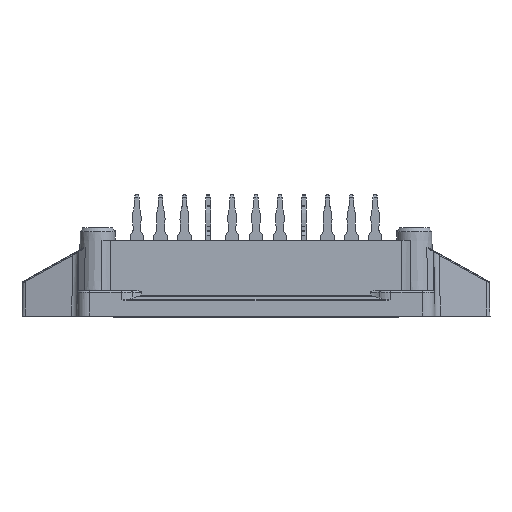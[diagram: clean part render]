
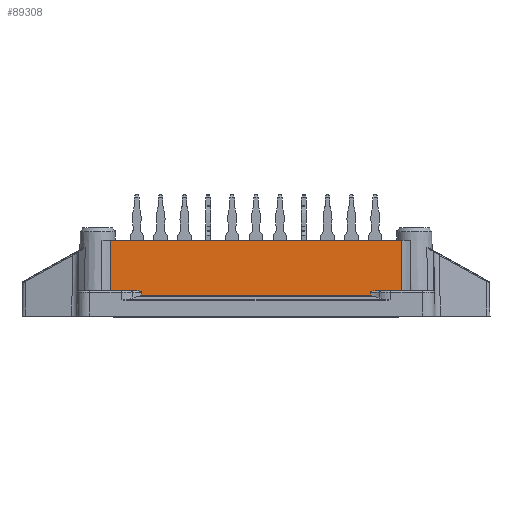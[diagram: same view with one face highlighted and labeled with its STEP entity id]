
A CAD part, front view. The second image highlights one B-rep face of the part: STEP entity #89308.
In plain terms, the highlighted planar face has unit normal (0, -1, 0.018).
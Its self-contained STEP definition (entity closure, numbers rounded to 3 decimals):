
#4767=B_SPLINE_CURVE_WITH_KNOTS('',3,(#124248,#124249,#124250,#124251),
 .UNSPECIFIED.,.F.,.F.,(4,4),(0.001,0.001),
 .UNSPECIFIED.);
#4768=B_SPLINE_CURVE_WITH_KNOTS('',3,(#124256,#124257,#124258,#124259),
 .UNSPECIFIED.,.F.,.F.,(4,4),(0.,0.001),
 .UNSPECIFIED.);
#4769=B_SPLINE_CURVE_WITH_KNOTS('',3,(#124261,#124262,#124263,#124264,#124265,
#124266,#124267,#124268),.UNSPECIFIED.,.F.,.F.,(4,1,1,1,1,4),(0.,
0.,0.,0.,0.001,
0.001),.UNSPECIFIED.);
#4770=B_SPLINE_CURVE_WITH_KNOTS('',3,(#124272,#124273,#124274,#124275),
 .UNSPECIFIED.,.F.,.F.,(4,4),(0.,0.007),.UNSPECIFIED.);
#4771=B_SPLINE_CURVE_WITH_KNOTS('',3,(#124276,#124277,#124278,#124279),
 .UNSPECIFIED.,.F.,.F.,(4,4),(0.,0.007),
 .UNSPECIFIED.);
#4772=B_SPLINE_CURVE_WITH_KNOTS('',3,(#124283,#124284,#124285,#124286,#124287,
#124288,#124289),.UNSPECIFIED.,.F.,.F.,(4,1,1,1,4),(0.,0.,
0.001,0.001,0.001),
 .UNSPECIFIED.);
#7339=ORIENTED_EDGE('',*,*,#26138,.F.);
#7340=ORIENTED_EDGE('',*,*,#26139,.T.);
#7341=ORIENTED_EDGE('',*,*,#26140,.F.);
#7342=ORIENTED_EDGE('',*,*,#26141,.T.);
#7343=ORIENTED_EDGE('',*,*,#26142,.T.);
#7344=ORIENTED_EDGE('',*,*,#26143,.T.);
#7345=ORIENTED_EDGE('',*,*,#24543,.F.);
#7346=ORIENTED_EDGE('',*,*,#26144,.T.);
#7347=ORIENTED_EDGE('',*,*,#26145,.F.);
#7348=ORIENTED_EDGE('',*,*,#26146,.T.);
#24543=EDGE_CURVE('',#34003,#34004,#39619,.T.);
#26138=EDGE_CURVE('',#35501,#35502,#4767,.T.);
#26139=EDGE_CURVE('',#35501,#35503,#40367,.T.);
#26140=EDGE_CURVE('',#35504,#35503,#4768,.T.);
#26141=EDGE_CURVE('',#35504,#35505,#4769,.T.);
#26142=EDGE_CURVE('',#35505,#35506,#40368,.T.);
#26143=EDGE_CURVE('',#35506,#34004,#4770,.T.);
#26144=EDGE_CURVE('',#34003,#35507,#4771,.T.);
#26145=EDGE_CURVE('',#35508,#35507,#40369,.T.);
#26146=EDGE_CURVE('',#35508,#35502,#4772,.T.);
#34003=VERTEX_POINT('',#120448);
#34004=VERTEX_POINT('',#120450);
#35501=VERTEX_POINT('',#124252);
#35502=VERTEX_POINT('',#124253);
#35503=VERTEX_POINT('',#124255);
#35504=VERTEX_POINT('',#124260);
#35505=VERTEX_POINT('',#124269);
#35506=VERTEX_POINT('',#124271);
#35507=VERTEX_POINT('',#124280);
#35508=VERTEX_POINT('',#124282);
#39619=LINE('',#120449,#45831);
#40367=LINE('',#124254,#46579);
#40368=LINE('',#124270,#46580);
#40369=LINE('',#124281,#46581);
#45831=VECTOR('',#100446,1000.);
#46579=VECTOR('',#102850,1000.);
#46580=VECTOR('',#102851,1000.);
#46581=VECTOR('',#102852,1000.);
#52128=EDGE_LOOP('',(#7339,#7340,#7341,#7342,#7343,#7344,#7345,#7346,#7347,
#7348));
#56244=FACE_BOUND('',#52128,.T.);
#60139=PLANE('',#94114);
#89308=ADVANCED_FACE('',(#56244),#60139,.T.);
#94114=AXIS2_PLACEMENT_3D('',#124247,#102848,#102849);
#100446=DIRECTION('',(1.,0.,0.));
#102848=DIRECTION('',(0.,-1.,0.017));
#102849=DIRECTION('',(0.,-0.017,-1.));
#102850=DIRECTION('',(1.,0.,0.));
#102851=DIRECTION('',(1.,0.,0.));
#102852=DIRECTION('',(-1.,0.,0.));
#120448=CARTESIAN_POINT('',(-19.525,-27.653,10.2));
#120449=CARTESIAN_POINT('',(-26.5,-27.653,10.2));
#120450=CARTESIAN_POINT('',(19.525,-27.653,10.2));
#124247=CARTESIAN_POINT('',(-26.5,-27.78,2.9));
#124248=CARTESIAN_POINT('',(-15.378,-27.781,2.822));
#124249=CARTESIAN_POINT('',(-15.379,-27.779,2.949));
#124250=CARTESIAN_POINT('',(-15.379,-27.777,3.076));
#124251=CARTESIAN_POINT('',(-15.379,-27.775,3.203));
#124252=CARTESIAN_POINT('',(-15.378,-27.781,2.822));
#124253=CARTESIAN_POINT('',(-15.379,-27.775,3.203));
#124254=CARTESIAN_POINT('',(-26.5,-27.781,2.822));
#124255=CARTESIAN_POINT('',(15.378,-27.781,2.822));
#124256=CARTESIAN_POINT('',(15.379,-27.775,3.203));
#124257=CARTESIAN_POINT('',(15.379,-27.777,3.076));
#124258=CARTESIAN_POINT('',(15.379,-27.779,2.949));
#124259=CARTESIAN_POINT('',(15.378,-27.781,2.822));
#124260=CARTESIAN_POINT('',(15.379,-27.775,3.203));
#124261=CARTESIAN_POINT('',(15.379,-27.775,3.203));
#124262=CARTESIAN_POINT('',(15.379,-27.774,3.235));
#124263=CARTESIAN_POINT('',(15.441,-27.773,3.274));
#124264=CARTESIAN_POINT('',(15.55,-27.773,3.32));
#124265=CARTESIAN_POINT('',(15.702,-27.772,3.361));
#124266=CARTESIAN_POINT('',(15.882,-27.771,3.392));
#124267=CARTESIAN_POINT('',(16.005,-27.771,3.4));
#124268=CARTESIAN_POINT('',(16.067,-27.771,3.4));
#124269=CARTESIAN_POINT('',(16.067,-27.771,3.4));
#124270=CARTESIAN_POINT('',(-26.5,-27.771,3.4));
#124271=CARTESIAN_POINT('',(19.511,-27.771,3.4));
#124272=CARTESIAN_POINT('',(19.511,-27.771,3.4));
#124273=CARTESIAN_POINT('',(19.516,-27.732,5.667));
#124274=CARTESIAN_POINT('',(19.521,-27.692,7.933));
#124275=CARTESIAN_POINT('',(19.525,-27.653,10.2));
#124276=CARTESIAN_POINT('',(-19.525,-27.653,10.2));
#124277=CARTESIAN_POINT('',(-19.521,-27.692,7.933));
#124278=CARTESIAN_POINT('',(-19.516,-27.732,5.667));
#124279=CARTESIAN_POINT('',(-19.511,-27.771,3.4));
#124280=CARTESIAN_POINT('',(-19.511,-27.771,3.4));
#124281=CARTESIAN_POINT('',(-26.5,-27.771,3.4));
#124282=CARTESIAN_POINT('',(-16.067,-27.771,3.4));
#124283=CARTESIAN_POINT('',(-16.067,-27.771,3.4));
#124284=CARTESIAN_POINT('',(-15.944,-27.771,3.4));
#124285=CARTESIAN_POINT('',(-15.762,-27.772,3.377));
#124286=CARTESIAN_POINT('',(-15.549,-27.773,3.32));
#124287=CARTESIAN_POINT('',(-15.44,-27.773,3.273));
#124288=CARTESIAN_POINT('',(-15.379,-27.774,3.235));
#124289=CARTESIAN_POINT('',(-15.379,-27.775,3.203));
